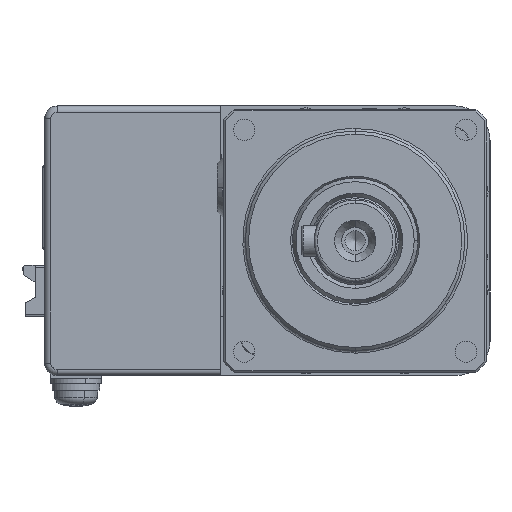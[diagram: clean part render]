
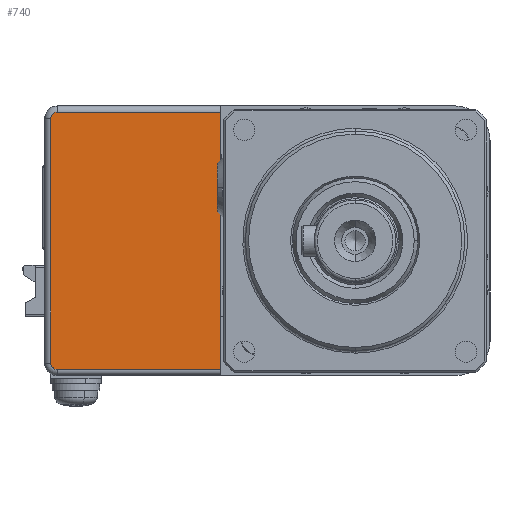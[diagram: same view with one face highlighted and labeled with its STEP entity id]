
A CAD part, left-side view. The second image highlights one B-rep face of the part: STEP entity #740.
In plain terms, the highlighted planar face has unit normal (-1, 0, 0).
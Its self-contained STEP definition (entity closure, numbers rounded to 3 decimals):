
#740 = ADVANCED_FACE ( 'NONE', ( #8140 ), #15366, .F. ) ;
#1326 = CARTESIAN_POINT ( 'NONE',  ( -46., 70., -41. ) ) ;
#1975 = EDGE_CURVE ( 'NONE', #113726, #17823, #29490, .T. ) ;
#3709 = LINE ( 'NONE', #47817, #82277 ) ;
#7022 = EDGE_LOOP ( 'NONE', ( #61531, #40990, #86712, #62007, #66862, #104074 ) ) ;
#8140 = FACE_OUTER_BOUND ( 'NONE', #7022, .T. ) ;
#8202 = EDGE_CURVE ( 'NONE', #124078, #85188, #3709, .T. ) ;
#13873 = CARTESIAN_POINT ( 'NONE',  ( -46., 69., -42. ) ) ;
#15366 = PLANE ( 'NONE',  #106859 ) ;
#16324 = DIRECTION ( 'NONE',  ( 0., 0., -1. ) ) ;
#17823 = VERTEX_POINT ( 'NONE', #121696 ) ;
#20483 = CIRCLE ( 'NONE', #42264, 1. ) ;
#23828 = VECTOR ( 'NONE', #104148, 1000. ) ;
#24815 = DIRECTION ( 'NONE',  ( 0., -1., 0. ) ) ;
#29490 = LINE ( 'NONE', #51337, #46328 ) ;
#31208 = AXIS2_PLACEMENT_3D ( 'NONE', #69835, #90367, #70275 ) ;
#35984 = CARTESIAN_POINT ( 'NONE',  ( -46., 0., 0. ) ) ;
#40990 = ORIENTED_EDGE ( 'NONE', *, *, #70645, .T. ) ;
#42264 = AXIS2_PLACEMENT_3D ( 'NONE', #135641, #82228, #16324 ) ;
#42502 = LINE ( 'NONE', #46395, #129549 ) ;
#46328 = VECTOR ( 'NONE', #114517, 1000. ) ;
#46395 = CARTESIAN_POINT ( 'NONE',  ( -46., 43., -42. ) ) ;
#47817 = CARTESIAN_POINT ( 'NONE',  ( -46., 70., 0. ) ) ;
#51337 = CARTESIAN_POINT ( 'NONE',  ( -46., 43., 0. ) ) ;
#55725 = LINE ( 'NONE', #115824, #23828 ) ;
#58132 = DIRECTION ( 'NONE',  ( 0., 0., -1. ) ) ;
#61341 = EDGE_CURVE ( 'NONE', #129069, #124078, #20483, .T. ) ;
#61531 = ORIENTED_EDGE ( 'NONE', *, *, #76451, .T. ) ;
#62007 = ORIENTED_EDGE ( 'NONE', *, *, #135084, .T. ) ;
#64157 = VERTEX_POINT ( 'NONE', #13873 ) ;
#64700 = CARTESIAN_POINT ( 'NONE',  ( -46., 69., -1. ) ) ;
#66862 = ORIENTED_EDGE ( 'NONE', *, *, #61341, .T. ) ;
#69835 = CARTESIAN_POINT ( 'NONE',  ( -46., 69., -41. ) ) ;
#70275 = DIRECTION ( 'NONE',  ( 0., 0., -1. ) ) ;
#70645 = EDGE_CURVE ( 'NONE', #64157, #17823, #42502, .T. ) ;
#76451 = EDGE_CURVE ( 'NONE', #85188, #64157, #131240, .T. ) ;
#82228 = DIRECTION ( 'NONE',  ( -1., 0., 0. ) ) ;
#82277 = VECTOR ( 'NONE', #58132, 1000. ) ;
#85188 = VERTEX_POINT ( 'NONE', #1326 ) ;
#86712 = ORIENTED_EDGE ( 'NONE', *, *, #1975, .F. ) ;
#90209 = DIRECTION ( 'NONE',  ( 1., 0., 0. ) ) ;
#90367 = DIRECTION ( 'NONE',  ( -1., 0., 0. ) ) ;
#103485 = CARTESIAN_POINT ( 'NONE',  ( -46., 70., -2. ) ) ;
#104074 = ORIENTED_EDGE ( 'NONE', *, *, #8202, .T. ) ;
#104148 = DIRECTION ( 'NONE',  ( 0., 1., 0. ) ) ;
#106384 = CARTESIAN_POINT ( 'NONE',  ( -46., 43., -1. ) ) ;
#106859 = AXIS2_PLACEMENT_3D ( 'NONE', #35984, #90209, #122551 ) ;
#113726 = VERTEX_POINT ( 'NONE', #106384 ) ;
#114517 = DIRECTION ( 'NONE',  ( 0., 0., -1. ) ) ;
#115824 = CARTESIAN_POINT ( 'NONE',  ( -46., 0., -1. ) ) ;
#121696 = CARTESIAN_POINT ( 'NONE',  ( -46., 43., -42. ) ) ;
#122551 = DIRECTION ( 'NONE',  ( 0., 0., -1. ) ) ;
#124078 = VERTEX_POINT ( 'NONE', #103485 ) ;
#129069 = VERTEX_POINT ( 'NONE', #64700 ) ;
#129549 = VECTOR ( 'NONE', #24815, 1000. ) ;
#131240 = CIRCLE ( 'NONE', #31208, 1. ) ;
#135084 = EDGE_CURVE ( 'NONE', #113726, #129069, #55725, .T. ) ;
#135641 = CARTESIAN_POINT ( 'NONE',  ( -46., 69., -2. ) ) ;
